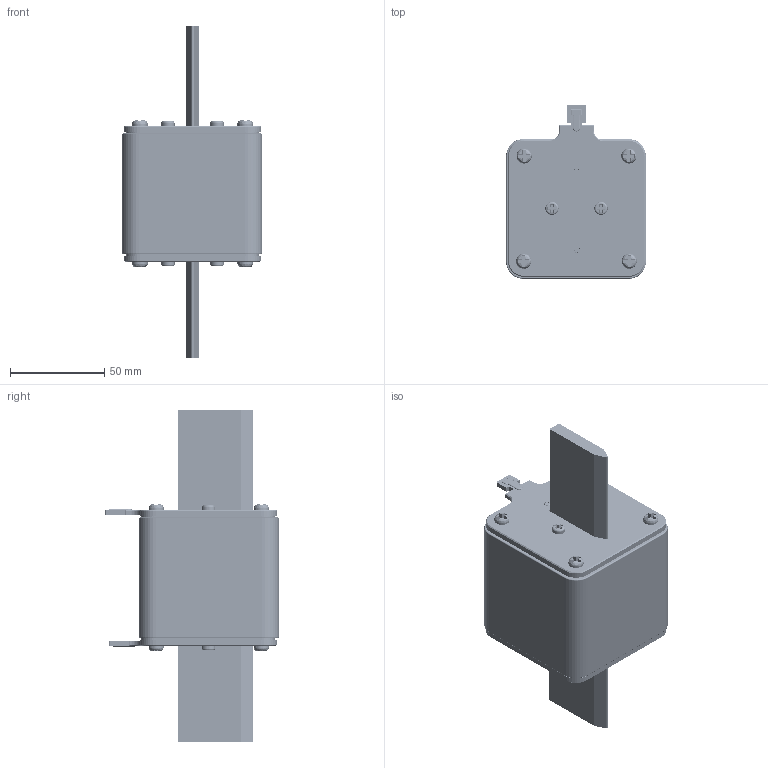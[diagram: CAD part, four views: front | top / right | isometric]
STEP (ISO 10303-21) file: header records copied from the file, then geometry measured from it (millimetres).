
FILE_DESCRIPTION(/* description */ (''),/* implementation_level */ '2;1');
FILE_NAME(/* name */ 'RT16-3C.stp',/* time_stamp */ '2025-03-21T12:50:18+08:00',/* author */ (''),/* organization */ (''),/* preprocessor_version */ 'ST-DEVELOPER v16',/* originating_system */ 'SIEMENS PLM Software NX 10.0',/* authorisation */ '');
FILE_SCHEMA (('CONFIG_CONTROL_DESIGN'));
Products named in the file (1): 11
Bounding box: 74 x 92 x 175.96 mm (x, y, z)
Volume: 257796.8 mm3; surface area: 104118.6 mm2
Topology: 24 solids, 24 shells, 764 faces, 2020 edges, 1322 vertices
Faces by surface type: plane 445, cylinder 174, bspline 70, cone 58, torus 17
Full cylindrical faces by diameter (mm): 0.13 x1, 0.3 x1, 2.4 x1, 3 x1, 3.2 x1, 4 x1, 4.2 x4, 4.391 x1, 4.991 x1, 5 x13, 5.5 x4, 5.7 x1, 5.8 x1, 6 x10, 7 x5, 8 x9
Entity records: 130729 total; most frequent: CARTESIAN_POINT 113106, ORIENTED_EDGE 3686, DIRECTION 3270, EDGE_CURVE 1843, VERTEX_POINT 1264, AXIS2_PLACEMENT_3D 1137, LINE 996, VECTOR 996
